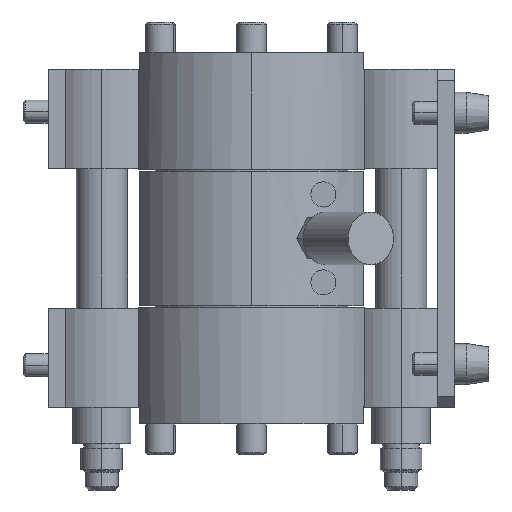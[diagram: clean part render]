
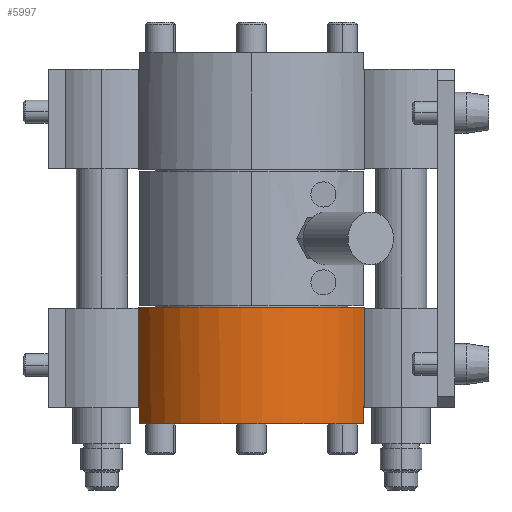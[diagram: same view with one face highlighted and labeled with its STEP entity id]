
A CAD part, left-side view. The second image highlights one B-rep face of the part: STEP entity #5997.
In plain terms, the highlighted cylindrical face has radius 110 mm (diameter 220 mm), a partial arc.
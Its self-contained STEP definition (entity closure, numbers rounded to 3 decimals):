
#1442 = CARTESIAN_POINT ( 'NONE',  ( -47.948, 99., -147.5 ) ) ;
#1443 = DIRECTION ( 'NONE',  ( 0., 0., -1. ) ) ;
#1444 = VECTOR ( 'NONE', #1443, 1000. ) ;
#1445 = CARTESIAN_POINT ( 'NONE',  ( -47.948, 99., -147.5 ) ) ;
#1446 = LINE ( 'NONE', #1445, #1444 ) ;
#1496 = DIRECTION ( 'NONE',  ( -1., 0., 0. ) ) ;
#1497 = DIRECTION ( 'NONE',  ( 0., 0., -1. ) ) ;
#1498 = CARTESIAN_POINT ( 'NONE',  ( 0., 0., -147.5 ) ) ;
#1499 = AXIS2_PLACEMENT_3D ( 'NONE', #1498, #1497, #1496 ) ;
#1500 = CIRCLE ( 'NONE', #1499, 110. ) ;
#1501 = CARTESIAN_POINT ( 'NONE',  ( -47.948, -99., -147.5 ) ) ;
#1502 = DIRECTION ( 'NONE',  ( -1., 0., 0. ) ) ;
#1503 = DIRECTION ( 'NONE',  ( 0., 0., -1. ) ) ;
#1504 = CARTESIAN_POINT ( 'NONE',  ( 0., 0., -147.5 ) ) ;
#1505 = AXIS2_PLACEMENT_3D ( 'NONE', #1504, #1503, #1502 ) ;
#1506 = CIRCLE ( 'NONE', #1505, 110. ) ;
#1517 = DIRECTION ( 'NONE',  ( 1., 0., 0. ) ) ;
#1518 = DIRECTION ( 'NONE',  ( 0., 0., 1. ) ) ;
#1519 = AXIS2_PLACEMENT_3D ( 'NONE', #1521, #1518, #1517 ) ;
#1520 = CYLINDRICAL_SURFACE ( 'NONE', #1519, 110. ) ;
#1521 = CARTESIAN_POINT ( 'NONE',  ( 0., 0., -162.5 ) ) ;
#1522 = FACE_OUTER_BOUND ( 'NONE', #5998, .T. ) ;
#1534 = CARTESIAN_POINT ( 'NONE',  ( -47.948, 99., -60.5 ) ) ;
#1535 = DIRECTION ( 'NONE',  ( -1., 0., 0. ) ) ;
#1537 = DIRECTION ( 'NONE',  ( 0., 0., -1. ) ) ;
#1538 = CARTESIAN_POINT ( 'NONE',  ( 0., 0., -60.5 ) ) ;
#1539 = AXIS2_PLACEMENT_3D ( 'NONE', #1538, #1537, #1535 ) ;
#1544 = CIRCLE ( 'NONE', #1539, 110. ) ;
#1547 = CARTESIAN_POINT ( 'NONE',  ( -47.948, -99., -60.5 ) ) ;
#1552 = DIRECTION ( 'NONE',  ( 0., 0., 1. ) ) ;
#1553 = VECTOR ( 'NONE', #1552, 1000. ) ;
#1554 = CARTESIAN_POINT ( 'NONE',  ( -47.948, -99., -147.5 ) ) ;
#1555 = LINE ( 'NONE', #1554, #1553 ) ;
#1557 = DIRECTION ( 'NONE',  ( 0., 0., 1. ) ) ;
#1558 = VECTOR ( 'NONE', #1557, 1000. ) ;
#1559 = CARTESIAN_POINT ( 'NONE',  ( -47.948, -99., -147.5 ) ) ;
#1560 = LINE ( 'NONE', #1559, #1558 ) ;
#1643 = CARTESIAN_POINT ( 'NONE',  ( -47.948, -99., -61. ) ) ;
#4289 = VERTEX_POINT ( 'NONE', #11999 ) ;
#4887 = EDGE_CURVE ( 'NONE', #4975, #4963, #12465, .T. ) ;
#4930 = EDGE_CURVE ( 'NONE', #4931, #4975, #12564, .T. ) ;
#4931 = VERTEX_POINT ( 'NONE', #12560 ) ;
#4963 = VERTEX_POINT ( 'NONE', #12534 ) ;
#4975 = VERTEX_POINT ( 'NONE', #12591 ) ;
#5019 = VERTEX_POINT ( 'NONE', #12621 ) ;
#5693 = EDGE_CURVE ( 'NONE', #4931, #5019, #12755, .T. ) ;
#5967 = ORIENTED_EDGE ( 'NONE', *, *, #5971, .T. ) ;
#5971 = EDGE_CURVE ( 'NONE', #4289, #5972, #1446, .T. ) ;
#5972 = VERTEX_POINT ( 'NONE', #1442 ) ;
#5976 = ORIENTED_EDGE ( 'NONE', *, *, #5979, .F. ) ;
#5979 = EDGE_CURVE ( 'NONE', #4963, #5972, #1500, .T. ) ;
#5980 = ORIENTED_EDGE ( 'NONE', *, *, #4887, .F. ) ;
#5982 = ORIENTED_EDGE ( 'NONE', *, *, #4930, .F. ) ;
#5997 = ADVANCED_FACE ( 'NONE', ( #1522 ), #1520, .T. ) ;
#5998 = EDGE_LOOP ( 'NONE', ( #6001, #6003, #6010, #6014, #6020, #6023, #5967, #5976, #5980, #5982 ) ) ;
#6001 = ORIENTED_EDGE ( 'NONE', *, *, #5693, .T. ) ;
#6003 = ORIENTED_EDGE ( 'NONE', *, *, #6006, .F. ) ;
#6006 = EDGE_CURVE ( 'NONE', #6007, #5019, #1506, .T. ) ;
#6007 = VERTEX_POINT ( 'NONE', #1501 ) ;
#6010 = ORIENTED_EDGE ( 'NONE', *, *, #6012, .T. ) ;
#6012 = EDGE_CURVE ( 'NONE', #6007, #6075, #1560, .T. ) ;
#6014 = ORIENTED_EDGE ( 'NONE', *, *, #6015, .T. ) ;
#6015 = EDGE_CURVE ( 'NONE', #6075, #6017, #1555, .T. ) ;
#6017 = VERTEX_POINT ( 'NONE', #1547 ) ;
#6020 = ORIENTED_EDGE ( 'NONE', *, *, #6021, .T. ) ;
#6021 = EDGE_CURVE ( 'NONE', #6017, #6022, #1544, .T. ) ;
#6022 = VERTEX_POINT ( 'NONE', #1534 ) ;
#6023 = ORIENTED_EDGE ( 'NONE', *, *, #6025, .F. ) ;
#6025 = EDGE_CURVE ( 'NONE', #4289, #6022, #11689, .T. ) ;
#6075 = VERTEX_POINT ( 'NONE', #1643 ) ;
#11423 = DIRECTION ( 'NONE',  ( 0., 0., 1. ) ) ;
#11687 = VECTOR ( 'NONE', #11423, 1000. ) ;
#11688 = CARTESIAN_POINT ( 'NONE',  ( -47.948, 99., -147.5 ) ) ;
#11689 = LINE ( 'NONE', #11688, #11687 ) ;
#11999 = CARTESIAN_POINT ( 'NONE',  ( -47.948, 99., -61. ) ) ;
#12462 = DIRECTION ( 'NONE',  ( 0., 0., 1. ) ) ;
#12463 = VECTOR ( 'NONE', #12462, 1000. ) ;
#12464 = CARTESIAN_POINT ( 'NONE',  ( -49.96, 98., -162.5 ) ) ;
#12465 = LINE ( 'NONE', #12464, #12463 ) ;
#12505 = CARTESIAN_POINT ( 'NONE',  ( 0., 0., -162.5 ) ) ;
#12534 = CARTESIAN_POINT ( 'NONE',  ( -49.96, 98., -147.5 ) ) ;
#12560 = CARTESIAN_POINT ( 'NONE',  ( -49.96, -98., -162.5 ) ) ;
#12561 = DIRECTION ( 'NONE',  ( -1., 0., 0. ) ) ;
#12562 = DIRECTION ( 'NONE',  ( 0., 0., -1. ) ) ;
#12563 = AXIS2_PLACEMENT_3D ( 'NONE', #12505, #12562, #12561 ) ;
#12564 = CIRCLE ( 'NONE', #12563, 110. ) ;
#12591 = CARTESIAN_POINT ( 'NONE',  ( -49.96, 98., -162.5 ) ) ;
#12621 = CARTESIAN_POINT ( 'NONE',  ( -49.96, -98., -147.5 ) ) ;
#12752 = DIRECTION ( 'NONE',  ( 0., 0., 1. ) ) ;
#12753 = VECTOR ( 'NONE', #12752, 1000. ) ;
#12754 = CARTESIAN_POINT ( 'NONE',  ( -49.96, -98., -162.5 ) ) ;
#12755 = LINE ( 'NONE', #12754, #12753 ) ;
